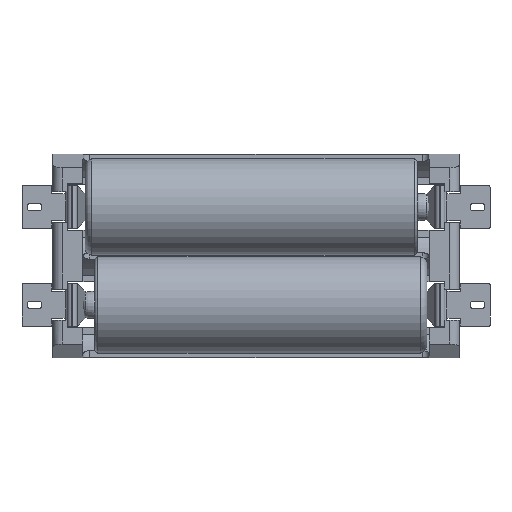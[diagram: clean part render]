
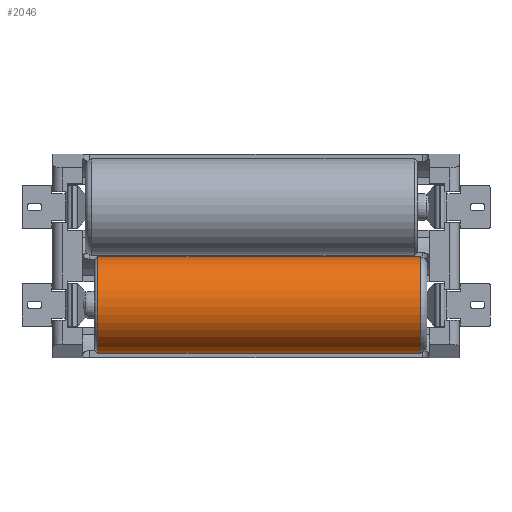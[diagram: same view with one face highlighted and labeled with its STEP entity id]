
A CAD part, top view. The second image highlights one B-rep face of the part: STEP entity #2046.
In plain terms, the highlighted cylindrical face has radius 7.1 mm (diameter 14.2 mm), a full revolution.
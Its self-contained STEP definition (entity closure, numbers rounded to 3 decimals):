
#782 = DIRECTION ( 'NONE',  ( 0., 0., -1. ) ) ;
#1286 = CYLINDRICAL_SURFACE ( 'NONE', #3635, 7.1 ) ;
#1363 = CARTESIAN_POINT ( 'NONE',  ( 0., 48.5, -7.1 ) ) ;
#1549 = CARTESIAN_POINT ( 'NONE',  ( 0., 1., 0. ) ) ;
#1839 = EDGE_LOOP ( 'NONE', ( #4935 ) ) ;
#2046 = ADVANCED_FACE ( 'NONE', ( #7579, #6882 ), #1286, .T. ) ;
#2102 = CARTESIAN_POINT ( 'NONE',  ( 0., 0., 0. ) ) ;
#2126 = VERTEX_POINT ( 'NONE', #7611 ) ;
#2416 = DIRECTION ( 'NONE',  ( 0., 0., -1. ) ) ;
#3603 = DIRECTION ( 'NONE',  ( 0., -1., 0. ) ) ;
#3635 = AXIS2_PLACEMENT_3D ( 'NONE', #2102, #7205, #782 ) ;
#3973 = ORIENTED_EDGE ( 'NONE', *, *, #8050, .F. ) ;
#4098 = AXIS2_PLACEMENT_3D ( 'NONE', #1549, #3603, #2416 ) ;
#4823 = CARTESIAN_POINT ( 'NONE',  ( 0., 48.5, 0. ) ) ;
#4935 = ORIENTED_EDGE ( 'NONE', *, *, #6329, .T. ) ;
#5524 = VERTEX_POINT ( 'NONE', #1363 ) ;
#6051 = CIRCLE ( 'NONE', #7237, 7.1 ) ;
#6243 = DIRECTION ( 'NONE',  ( 0., -1., 0. ) ) ;
#6329 = EDGE_CURVE ( 'NONE', #5524, #5524, #6051, .T. ) ;
#6882 = FACE_OUTER_BOUND ( 'NONE', #9023, .T. ) ;
#7205 = DIRECTION ( 'NONE',  ( 0., -1., 0. ) ) ;
#7237 = AXIS2_PLACEMENT_3D ( 'NONE', #4823, #6243, #7680 ) ;
#7579 = FACE_OUTER_BOUND ( 'NONE', #1839, .T. ) ;
#7611 = CARTESIAN_POINT ( 'NONE',  ( 0., 1., -7.1 ) ) ;
#7680 = DIRECTION ( 'NONE',  ( 0., 0., -1. ) ) ;
#7771 = CIRCLE ( 'NONE', #4098, 7.1 ) ;
#8050 = EDGE_CURVE ( 'NONE', #2126, #2126, #7771, .T. ) ;
#9023 = EDGE_LOOP ( 'NONE', ( #3973 ) ) ;
